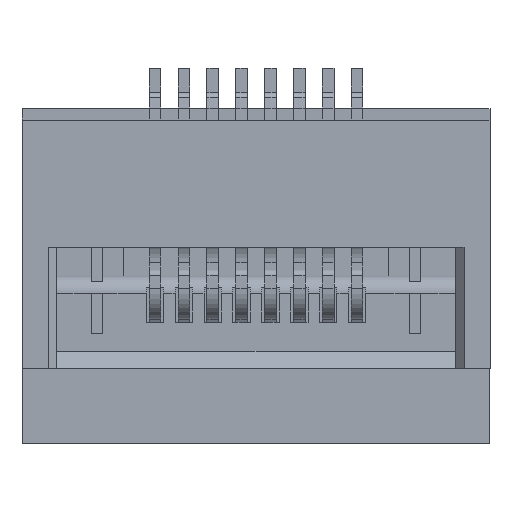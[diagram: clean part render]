
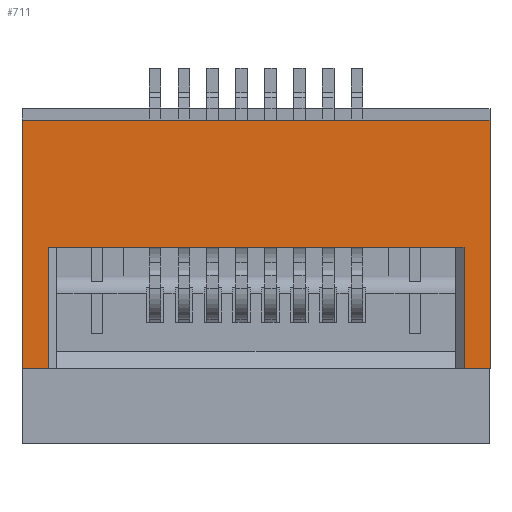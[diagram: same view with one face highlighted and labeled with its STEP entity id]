
A CAD part, top view. The second image highlights one B-rep face of the part: STEP entity #711.
In plain terms, the highlighted planar face has unit normal (0, 0, 1).
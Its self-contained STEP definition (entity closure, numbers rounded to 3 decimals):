
#711 = ADVANCED_FACE( '', ( #1440 ), #1441, .T. );
#1440 = FACE_OUTER_BOUND( '', #2243, .T. );
#1441 = PLANE( '', #2244 );
#2243 = EDGE_LOOP( '', ( #4077, #4078, #4079, #4080, #4081, #4082, #4083, #4084 ) );
#2244 = AXIS2_PLACEMENT_3D( '', #4085, #4086, #4087 );
#4077 = ORIENTED_EDGE( '', *, *, #6169, .T. );
#4078 = ORIENTED_EDGE( '', *, *, #6170, .F. );
#4079 = ORIENTED_EDGE( '', *, *, #6009, .F. );
#4080 = ORIENTED_EDGE( '', *, *, #6171, .F. );
#4081 = ORIENTED_EDGE( '', *, *, #6172, .T. );
#4082 = ORIENTED_EDGE( '', *, *, #6173, .T. );
#4083 = ORIENTED_EDGE( '', *, *, #6174, .T. );
#4084 = ORIENTED_EDGE( '', *, *, #6175, .F. );
#4085 = CARTESIAN_POINT( '', ( 4.05, -2.25, 1.1 ) );
#4086 = DIRECTION( '', ( 0., 0., 1. ) );
#4087 = DIRECTION( '', ( 1., 0., 0. ) );
#6009 = EDGE_CURVE( '', #7548, #7536, #7550, .T. );
#6169 = EDGE_CURVE( '', #7766, #7767, #7768, .T. );
#6170 = EDGE_CURVE( '', #7536, #7767, #7769, .T. );
#6171 = EDGE_CURVE( '', #7770, #7548, #7771, .T. );
#6172 = EDGE_CURVE( '', #7770, #7772, #7773, .T. );
#6173 = EDGE_CURVE( '', #7772, #7774, #7775, .T. );
#6174 = EDGE_CURVE( '', #7774, #7776, #7777, .T. );
#6175 = EDGE_CURVE( '', #7766, #7776, #7778, .T. );
#7536 = VERTEX_POINT( '', #9663 );
#7548 = VERTEX_POINT( '', #9682 );
#7550 = LINE( '', #9685, #9686 );
#7766 = VERTEX_POINT( '', #10011 );
#7767 = VERTEX_POINT( '', #10012 );
#7768 = LINE( '', #10013, #10014 );
#7769 = LINE( '', #10015, #10016 );
#7770 = VERTEX_POINT( '', #10017 );
#7771 = LINE( '', #10018, #10019 );
#7772 = VERTEX_POINT( '', #10020 );
#7773 = LINE( '', #10021, #10022 );
#7774 = VERTEX_POINT( '', #10023 );
#7775 = LINE( '', #10024, #10025 );
#7776 = VERTEX_POINT( '', #10026 );
#7777 = LINE( '', #10027, #10028 );
#7778 = LINE( '', #10029, #10030 );
#9663 = CARTESIAN_POINT( '', ( -4.05, 2.05, 1.1 ) );
#9682 = CARTESIAN_POINT( '', ( -4.05, -2.25, 1.1 ) );
#9685 = CARTESIAN_POINT( '', ( -4.05, -2.25, 1.1 ) );
#9686 = VECTOR( '', #11223, 1000. );
#10011 = CARTESIAN_POINT( '', ( 4.05, -2.25, 1.1 ) );
#10012 = CARTESIAN_POINT( '', ( 4.05, 2.05, 1.1 ) );
#10013 = CARTESIAN_POINT( '', ( 4.05, -2.25, 1.1 ) );
#10014 = VECTOR( '', #11360, 1000. );
#10015 = CARTESIAN_POINT( '', ( -5.474, 2.05, 1.1 ) );
#10016 = VECTOR( '', #11361, 1000. );
#10017 = CARTESIAN_POINT( '', ( -3.6, -2.25, 1.1 ) );
#10018 = CARTESIAN_POINT( '', ( 4.05, -2.25, 1.1 ) );
#10019 = VECTOR( '', #11362, 1000. );
#10020 = CARTESIAN_POINT( '', ( -3.6, -0.15, 1.1 ) );
#10021 = CARTESIAN_POINT( '', ( -3.6, -2.25, 1.1 ) );
#10022 = VECTOR( '', #11363, 1000. );
#10023 = CARTESIAN_POINT( '', ( 3.6, -0.15, 1.1 ) );
#10024 = CARTESIAN_POINT( '', ( 2.3, -0.15, 1.1 ) );
#10025 = VECTOR( '', #11364, 1000. );
#10026 = CARTESIAN_POINT( '', ( 3.6, -2.25, 1.1 ) );
#10027 = CARTESIAN_POINT( '', ( 3.6, -2.25, 1.1 ) );
#10028 = VECTOR( '', #11365, 1000. );
#10029 = CARTESIAN_POINT( '', ( 4.05, -2.25, 1.1 ) );
#10030 = VECTOR( '', #11366, 1000. );
#11223 = DIRECTION( '', ( 0., 1., 0. ) );
#11360 = DIRECTION( '', ( 0., 1., 0. ) );
#11361 = DIRECTION( '', ( 1., 0., 0. ) );
#11362 = DIRECTION( '', ( -1., 0., 0. ) );
#11363 = DIRECTION( '', ( 0., 1., 0. ) );
#11364 = DIRECTION( '', ( 1., 0., 0. ) );
#11365 = DIRECTION( '', ( 0., -1., 0. ) );
#11366 = DIRECTION( '', ( -1., 0., 0. ) );
